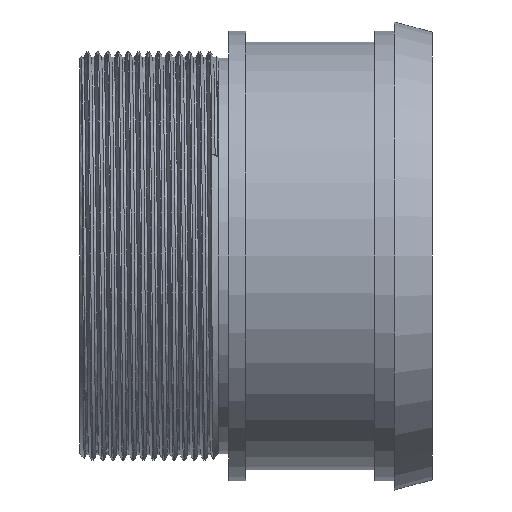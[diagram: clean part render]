
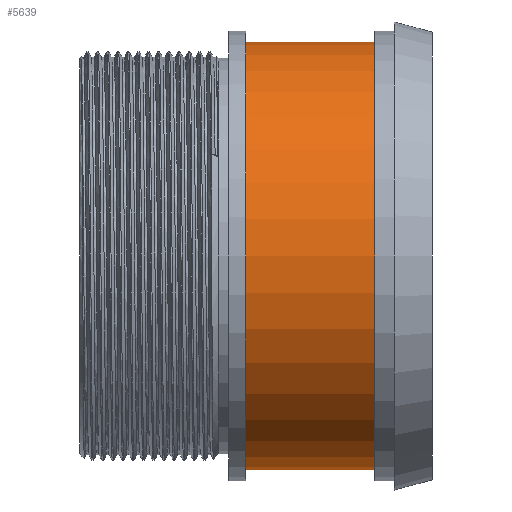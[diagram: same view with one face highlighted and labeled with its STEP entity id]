
A CAD part, front view. The second image highlights one B-rep face of the part: STEP entity #5639.
In plain terms, the highlighted cylindrical face has radius 31.55 mm (diameter 63.1 mm), a partial arc.
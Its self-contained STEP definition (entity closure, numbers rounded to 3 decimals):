
#101 = EDGE_LOOP ( 'NONE', ( #3844, #3526, #6790, #3476 ) ) ;
#141 = EDGE_CURVE ( 'NONE', #7188, #7653, #7797, .T. ) ;
#158 = CYLINDRICAL_SURFACE ( 'NONE', #786, 31.55 ) ;
#786 = AXIS2_PLACEMENT_3D ( 'NONE', #2128, #4708, #7859 ) ;
#1454 = EDGE_CURVE ( 'NONE', #4383, #3023, #1861, .T. ) ;
#1841 = AXIS2_PLACEMENT_3D ( 'NONE', #4033, #6531, #6612 ) ;
#1861 = LINE ( 'NONE', #3137, #4073 ) ;
#2067 = CARTESIAN_POINT ( 'NONE',  ( -25.327, 0., 31.55 ) ) ;
#2071 = EDGE_CURVE ( 'NONE', #7188, #4383, #5136, .T. ) ;
#2074 = CARTESIAN_POINT ( 'NONE',  ( -123.429, 0., -31.55 ) ) ;
#2128 = CARTESIAN_POINT ( 'NONE',  ( -123.429, 0., 0. ) ) ;
#2205 = FACE_OUTER_BOUND ( 'NONE', #101, .T. ) ;
#2870 = CARTESIAN_POINT ( 'NONE',  ( -6.327, 0., 0. ) ) ;
#3023 = VERTEX_POINT ( 'NONE', #2067 ) ;
#3137 = CARTESIAN_POINT ( 'NONE',  ( -123.429, 0., 31.55 ) ) ;
#3336 = DIRECTION ( 'NONE',  ( 0., 0., 1. ) ) ;
#3389 = AXIS2_PLACEMENT_3D ( 'NONE', #2870, #4623, #3336 ) ;
#3476 = ORIENTED_EDGE ( 'NONE', *, *, #6270, .F. ) ;
#3526 = ORIENTED_EDGE ( 'NONE', *, *, #2071, .T. ) ;
#3745 = DIRECTION ( 'NONE',  ( -1., 0., 0. ) ) ;
#3844 = ORIENTED_EDGE ( 'NONE', *, *, #141, .F. ) ;
#4033 = CARTESIAN_POINT ( 'NONE',  ( -25.327, 0., 0. ) ) ;
#4073 = VECTOR ( 'NONE', #3745, 1000. ) ;
#4197 = VECTOR ( 'NONE', #7140, 1000. ) ;
#4383 = VERTEX_POINT ( 'NONE', #7108 ) ;
#4623 = DIRECTION ( 'NONE',  ( -1., 0., 0. ) ) ;
#4658 = CIRCLE ( 'NONE', #1841, 31.55 ) ;
#4708 = DIRECTION ( 'NONE',  ( -1., 0., 0. ) ) ;
#5136 = CIRCLE ( 'NONE', #3389, 31.55 ) ;
#5554 = CARTESIAN_POINT ( 'NONE',  ( -25.327, 0., -31.55 ) ) ;
#5639 = ADVANCED_FACE ( 'NONE', ( #2205 ), #158, .T. ) ;
#6270 = EDGE_CURVE ( 'NONE', #7653, #3023, #4658, .T. ) ;
#6353 = CARTESIAN_POINT ( 'NONE',  ( -6.327, 0., -31.55 ) ) ;
#6531 = DIRECTION ( 'NONE',  ( -1., 0., 0. ) ) ;
#6612 = DIRECTION ( 'NONE',  ( 0., 0., 1. ) ) ;
#6790 = ORIENTED_EDGE ( 'NONE', *, *, #1454, .T. ) ;
#7108 = CARTESIAN_POINT ( 'NONE',  ( -6.327, 0., 31.55 ) ) ;
#7140 = DIRECTION ( 'NONE',  ( -1., 0., 0. ) ) ;
#7188 = VERTEX_POINT ( 'NONE', #6353 ) ;
#7653 = VERTEX_POINT ( 'NONE', #5554 ) ;
#7797 = LINE ( 'NONE', #2074, #4197 ) ;
#7859 = DIRECTION ( 'NONE',  ( 0., 0., 1. ) ) ;
